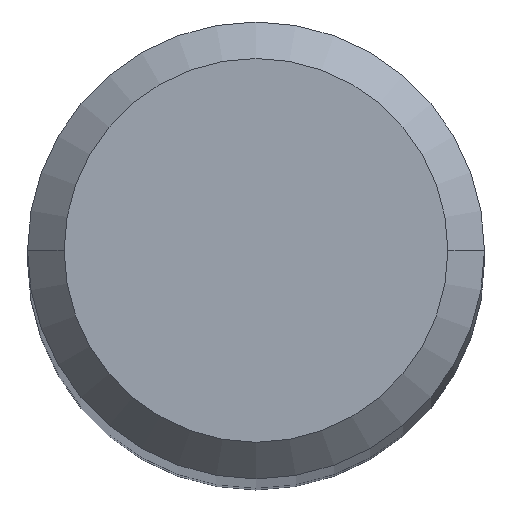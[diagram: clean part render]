
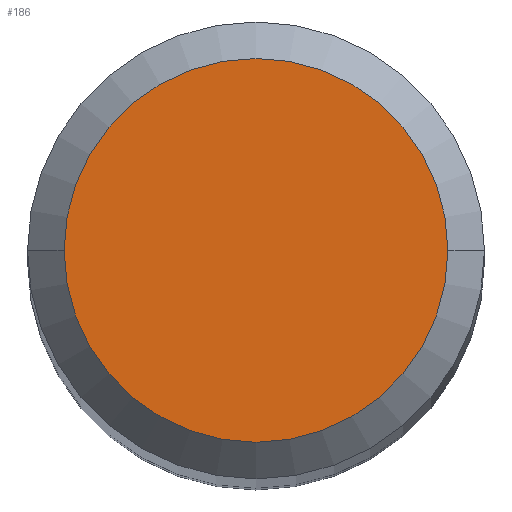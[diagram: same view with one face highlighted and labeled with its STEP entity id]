
A CAD part, top view. The second image highlights one B-rep face of the part: STEP entity #186.
In plain terms, the highlighted planar face has unit normal (0, 0, 1).
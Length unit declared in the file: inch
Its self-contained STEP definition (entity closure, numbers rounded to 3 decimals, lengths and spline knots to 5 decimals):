
#15 = EDGE_CURVE ( 'NONE', #198, #289, #214, .T. ) ;
#23 = PLANE ( 'NONE',  #83 ) ;
#74 = DIRECTION ( 'NONE',  ( 0., 0., -1. ) ) ;
#83 = AXIS2_PLACEMENT_3D ( 'NONE', #101, #74, #160 ) ;
#101 = CARTESIAN_POINT ( 'NONE',  ( 0., 0.105, 0. ) ) ;
#103 = CARTESIAN_POINT ( 'NONE',  ( -0.105, 0., 0. ) ) ;
#118 = CARTESIAN_POINT ( 'NONE',  ( 0., 0., 0. ) ) ;
#119 = DIRECTION ( 'NONE',  ( 1., 0., 0. ) ) ;
#122 = AXIS2_PLACEMENT_3D ( 'NONE', #118, #152, #262 ) ;
#144 = DIRECTION ( 'NONE',  ( 0., 0., 1. ) ) ;
#152 = DIRECTION ( 'NONE',  ( 0., 0., 1. ) ) ;
#160 = DIRECTION ( 'NONE',  ( -1., 0., 0. ) ) ;
#178 = CIRCLE ( 'NONE', #264, 0.105 ) ;
#180 = EDGE_LOOP ( 'NONE', ( #353, #291 ) ) ;
#186 = ADVANCED_FACE ( 'NONE', ( #278 ), #23, .F. ) ;
#198 = VERTEX_POINT ( 'NONE', #103 ) ;
#214 = CIRCLE ( 'NONE', #122, 0.105 ) ;
#230 = CARTESIAN_POINT ( 'NONE',  ( 0.105, 0., 0. ) ) ;
#262 = DIRECTION ( 'NONE',  ( 1., 0., 0. ) ) ;
#264 = AXIS2_PLACEMENT_3D ( 'NONE', #284, #144, #119 ) ;
#278 = FACE_OUTER_BOUND ( 'NONE', #180, .T. ) ;
#284 = CARTESIAN_POINT ( 'NONE',  ( 0., 0., 0. ) ) ;
#289 = VERTEX_POINT ( 'NONE', #230 ) ;
#291 = ORIENTED_EDGE ( 'NONE', *, *, #362, .T. ) ;
#353 = ORIENTED_EDGE ( 'NONE', *, *, #15, .T. ) ;
#362 = EDGE_CURVE ( 'NONE', #289, #198, #178, .T. ) ;
